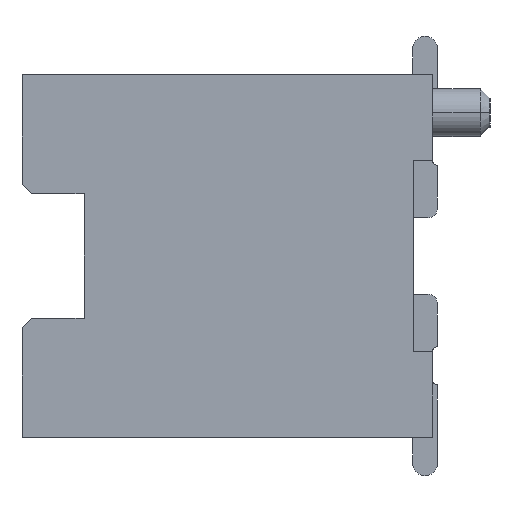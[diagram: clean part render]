
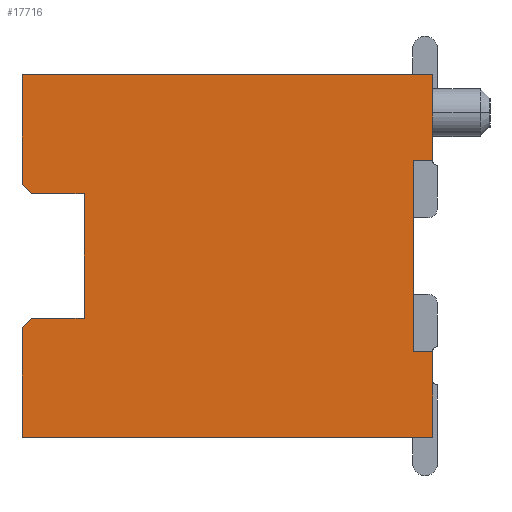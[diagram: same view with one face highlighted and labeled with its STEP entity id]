
A CAD part, left-side view. The second image highlights one B-rep face of the part: STEP entity #17716.
In plain terms, the highlighted planar face has unit normal (-1, 0, 0).
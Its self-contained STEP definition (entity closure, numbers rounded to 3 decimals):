
#9=DIRECTION('',(0.,0.,1.));
#10=VECTOR('',#9,0.9);
#11=CARTESIAN_POINT('',(-3.6,0.,1.));
#12=LINE('',#11,#10);
#29=DIRECTION('',(0.,0.,1.));
#30=VECTOR('',#29,0.9);
#31=CARTESIAN_POINT('',(-3.6,0.,-1.9));
#32=LINE('',#31,#30);
#97=DIRECTION('',(0.,1.,0.));
#98=VECTOR('',#97,4.3);
#99=CARTESIAN_POINT('',(-3.6,0.,1.9));
#100=LINE('',#99,#98);
#3189=DIRECTION('',(0.,0.,1.));
#3190=VECTOR('',#3189,1.15);
#3191=CARTESIAN_POINT('',(-3.6,4.3,0.75));
#3192=LINE('',#3191,#3190);
#3221=DIRECTION('',(0.,0.,1.));
#3222=VECTOR('',#3221,1.15);
#3223=CARTESIAN_POINT('',(-3.6,4.3,-1.9));
#3224=LINE('',#3223,#3222);
#3961=DIRECTION('',(0.,0.707,-0.707));
#3962=VECTOR('',#3961,0.141);
#3963=CARTESIAN_POINT('',(-3.6,4.2,-0.65));
#3964=LINE('',#3963,#3962);
#3965=DIRECTION('',(0.,-1.,0.));
#3966=VECTOR('',#3965,0.55);
#3967=CARTESIAN_POINT('',(-3.6,4.2,-0.65));
#3968=LINE('',#3967,#3966);
#3969=DIRECTION('',(0.,0.,-1.));
#3970=VECTOR('',#3969,1.3);
#3971=CARTESIAN_POINT('',(-3.6,3.65,0.65));
#3972=LINE('',#3971,#3970);
#3973=DIRECTION('',(0.,-1.,0.));
#3974=VECTOR('',#3973,0.55);
#3975=CARTESIAN_POINT('',(-3.6,4.2,0.65));
#3976=LINE('',#3975,#3974);
#3977=DIRECTION('',(0.,-0.707,-0.707));
#3978=VECTOR('',#3977,0.141);
#3979=CARTESIAN_POINT('',(-3.6,4.3,0.75));
#3980=LINE('',#3979,#3978);
#3981=DIRECTION('',(0.,1.,0.));
#3982=VECTOR('',#3981,0.2);
#3983=CARTESIAN_POINT('',(-3.6,0.,1.));
#3984=LINE('',#3983,#3982);
#3985=DIRECTION('',(0.,0.,1.));
#3986=VECTOR('',#3985,2.);
#3987=CARTESIAN_POINT('',(-3.6,0.2,-1.));
#3988=LINE('',#3987,#3986);
#3989=DIRECTION('',(0.,1.,0.));
#3990=VECTOR('',#3989,0.2);
#3991=CARTESIAN_POINT('',(-3.6,0.,-1.));
#3992=LINE('',#3991,#3990);
#3993=DIRECTION('',(0.,1.,0.));
#3994=VECTOR('',#3993,4.3);
#3995=CARTESIAN_POINT('',(-3.6,0.,-1.9));
#3996=LINE('',#3995,#3994);
#10909=CARTESIAN_POINT('',(-3.6,4.3,1.9));
#10911=VERTEX_POINT('',#10909);
#10914=CARTESIAN_POINT('',(-3.6,4.3,-1.9));
#10916=VERTEX_POINT('',#10914);
#10917=CARTESIAN_POINT('',(-3.6,0.,-1.9));
#10918=VERTEX_POINT('',#10917);
#10919=CARTESIAN_POINT('',(-3.6,0.,1.9));
#10920=VERTEX_POINT('',#10919);
#10953=CARTESIAN_POINT('',(-3.6,0.,1.));
#10954=VERTEX_POINT('',#10953);
#10955=CARTESIAN_POINT('',(-3.6,0.,-1.));
#10957=VERTEX_POINT('',#10955);
#10973=CARTESIAN_POINT('',(-3.6,0.2,-1.));
#10974=CARTESIAN_POINT('',(-3.6,0.2,1.));
#10975=VERTEX_POINT('',#10973);
#10976=VERTEX_POINT('',#10974);
#11021=CARTESIAN_POINT('',(-3.6,3.65,0.65));
#11022=CARTESIAN_POINT('',(-3.6,3.65,-0.65));
#11023=VERTEX_POINT('',#11021);
#11024=VERTEX_POINT('',#11022);
#14237=CARTESIAN_POINT('',(-3.6,4.2,-0.65));
#14238=CARTESIAN_POINT('',(-3.6,4.3,-0.75));
#14239=VERTEX_POINT('',#14237);
#14240=VERTEX_POINT('',#14238);
#14297=CARTESIAN_POINT('',(-3.6,4.3,0.75));
#14298=CARTESIAN_POINT('',(-3.6,4.2,0.65));
#14299=VERTEX_POINT('',#14297);
#14300=VERTEX_POINT('',#14298);
#17691=CARTESIAN_POINT('',(-3.6,0.,-1.9));
#17692=DIRECTION('',(-1.,0.,0.));
#17693=DIRECTION('',(0.,0.,1.));
#17694=AXIS2_PLACEMENT_3D('',#17691,#17692,#17693);
#17695=PLANE('',#17694);
#17696=ORIENTED_EDGE('',*,*,#17682,.F.);
#17697=ORIENTED_EDGE('',*,*,#17657,.T.);
#17698=ORIENTED_EDGE('',*,*,#17539,.F.);
#17700=ORIENTED_EDGE('',*,*,#17699,.F.);
#17702=ORIENTED_EDGE('',*,*,#17701,.F.);
#17703=ORIENTED_EDGE('',*,*,#16631,.T.);
#17704=ORIENTED_EDGE('',*,*,#14419,.F.);
#17705=ORIENTED_EDGE('',*,*,#14326,.F.);
#17707=ORIENTED_EDGE('',*,*,#17706,.T.);
#17708=ORIENTED_EDGE('',*,*,#14779,.F.);
#17710=ORIENTED_EDGE('',*,*,#17709,.F.);
#17711=ORIENTED_EDGE('',*,*,#14350,.F.);
#17712=ORIENTED_EDGE('',*,*,#15264,.T.);
#17713=ORIENTED_EDGE('',*,*,#16655,.T.);
#17714=EDGE_LOOP('',(#17696,#17697,#17698,#17700,#17702,#17703,#17704,#17705,
#17707,#17708,#17710,#17711,#17712,#17713));
#17715=FACE_OUTER_BOUND('',#17714,.F.);
#14326=EDGE_CURVE('',#10954,#10920,#12,.T.);
#14350=EDGE_CURVE('',#10918,#10957,#32,.T.);
#14419=EDGE_CURVE('',#10920,#10911,#100,.T.);
#14779=EDGE_CURVE('',#10975,#10976,#3988,.T.);
#15264=EDGE_CURVE('',#10918,#10916,#3996,.T.);
#16631=EDGE_CURVE('',#14299,#10911,#3192,.T.);
#16655=EDGE_CURVE('',#10916,#14240,#3224,.T.);
#17539=EDGE_CURVE('',#11023,#11024,#3972,.T.);
#17657=EDGE_CURVE('',#14239,#11024,#3968,.T.);
#17682=EDGE_CURVE('',#14239,#14240,#3964,.T.);
#17699=EDGE_CURVE('',#14300,#11023,#3976,.T.);
#17701=EDGE_CURVE('',#14299,#14300,#3980,.T.);
#17706=EDGE_CURVE('',#10954,#10976,#3984,.T.);
#17709=EDGE_CURVE('',#10957,#10975,#3992,.T.);
#17716=ADVANCED_FACE('',(#17715),#17695,.T.);
